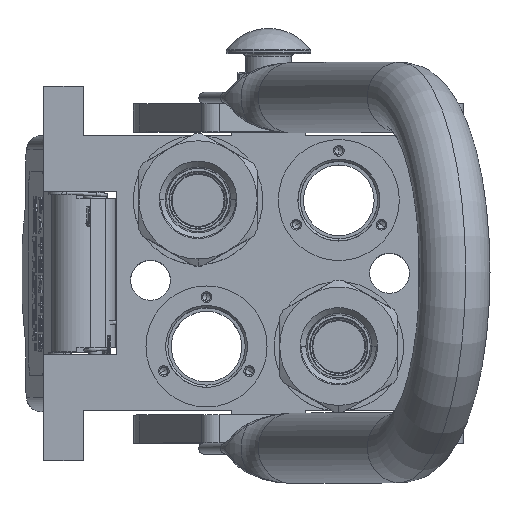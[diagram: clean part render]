
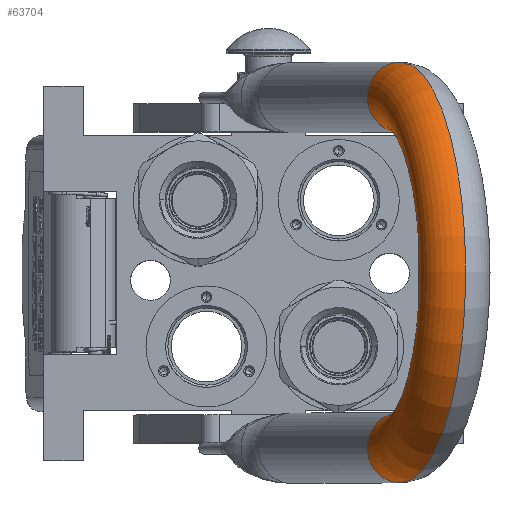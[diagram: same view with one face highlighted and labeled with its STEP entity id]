
A CAD part, top view. The second image highlights one B-rep face of the part: STEP entity #63704.
In plain terms, the highlighted toroidal (fillet/blend) face has major radius 62.25 mm and minor radius 12.5 mm.
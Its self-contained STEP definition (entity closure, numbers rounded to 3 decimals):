
#5681 = FACE_OUTER_BOUND ( 'NONE', #20685, .T. ) ;
#6141 = CIRCLE ( 'NONE', #8271, 49.75 ) ;
#8079 = DIRECTION ( 'NONE',  ( -1., 0., 0. ) ) ;
#8271 = AXIS2_PLACEMENT_3D ( 'NONE', #65691, #103484, #8079 ) ;
#10037 = DIRECTION ( 'NONE',  ( 0., 0., -1. ) ) ;
#17803 = CARTESIAN_POINT ( 'NONE',  ( -49.75, 0., 125.25 ) ) ;
#18076 = AXIS2_PLACEMENT_3D ( 'NONE', #99843, #99424, #60351 ) ;
#20685 = EDGE_LOOP ( 'NONE', ( #108137, #87588, #101705, #77182 ) ) ;
#23382 = AXIS2_PLACEMENT_3D ( 'NONE', #76910, #95819, #85748 ) ;
#25611 = AXIS2_PLACEMENT_3D ( 'NONE', #30158, #10037, #48706 ) ;
#27521 = CIRCLE ( 'NONE', #23382, 12.5 ) ;
#30158 = CARTESIAN_POINT ( 'NONE',  ( 62.25, 0., 125.25 ) ) ;
#47477 = EDGE_CURVE ( 'NONE', #84358, #115781, #6141, .T. ) ;
#48706 = DIRECTION ( 'NONE',  ( 1., 0., 0. ) ) ;
#52106 = VERTEX_POINT ( 'NONE', #102031 ) ;
#53268 = EDGE_CURVE ( 'NONE', #119848, #84358, #27521, .T. ) ;
#53934 = AXIS2_PLACEMENT_3D ( 'NONE', #78531, #117644, #108757 ) ;
#60351 = DIRECTION ( 'NONE',  ( -1., 0., 0. ) ) ;
#62878 = TOROIDAL_SURFACE ( 'NONE', #53934, 62.25, 12.5 ) ;
#63704 = ADVANCED_FACE ( 'NONE', ( #5681 ), #62878, .T. ) ;
#65691 = CARTESIAN_POINT ( 'NONE',  ( 0., 0., 125.25 ) ) ;
#76910 = CARTESIAN_POINT ( 'NONE',  ( -62.25, 0., 125.25 ) ) ;
#77182 = ORIENTED_EDGE ( 'NONE', *, *, #53268, .T. ) ;
#77832 = CARTESIAN_POINT ( 'NONE',  ( -74.75, 0., 125.25 ) ) ;
#78531 = CARTESIAN_POINT ( 'NONE',  ( 0., 0., 125.25 ) ) ;
#81092 = CARTESIAN_POINT ( 'NONE',  ( 49.75, 0., 125.25 ) ) ;
#84358 = VERTEX_POINT ( 'NONE', #17803 ) ;
#85748 = DIRECTION ( 'NONE',  ( -1., 0., 0. ) ) ;
#87588 = ORIENTED_EDGE ( 'NONE', *, *, #122901, .F. ) ;
#95819 = DIRECTION ( 'NONE',  ( 0., 0., 1. ) ) ;
#99424 = DIRECTION ( 'NONE',  ( 0., 1., 0. ) ) ;
#99843 = CARTESIAN_POINT ( 'NONE',  ( 0., 0., 125.25 ) ) ;
#100638 = CIRCLE ( 'NONE', #18076, 74.75 ) ;
#101705 = ORIENTED_EDGE ( 'NONE', *, *, #119186, .F. ) ;
#102031 = CARTESIAN_POINT ( 'NONE',  ( 74.75, 0., 125.25 ) ) ;
#103484 = DIRECTION ( 'NONE',  ( 0., 1., 0. ) ) ;
#108137 = ORIENTED_EDGE ( 'NONE', *, *, #47477, .T. ) ;
#108757 = DIRECTION ( 'NONE',  ( 1., 0., 0. ) ) ;
#115781 = VERTEX_POINT ( 'NONE', #81092 ) ;
#115806 = CIRCLE ( 'NONE', #25611, 12.5 ) ;
#117644 = DIRECTION ( 'NONE',  ( 0., 1., 0. ) ) ;
#119186 = EDGE_CURVE ( 'NONE', #119848, #52106, #100638, .T. ) ;
#119848 = VERTEX_POINT ( 'NONE', #77832 ) ;
#122901 = EDGE_CURVE ( 'NONE', #52106, #115781, #115806, .T. ) ;
